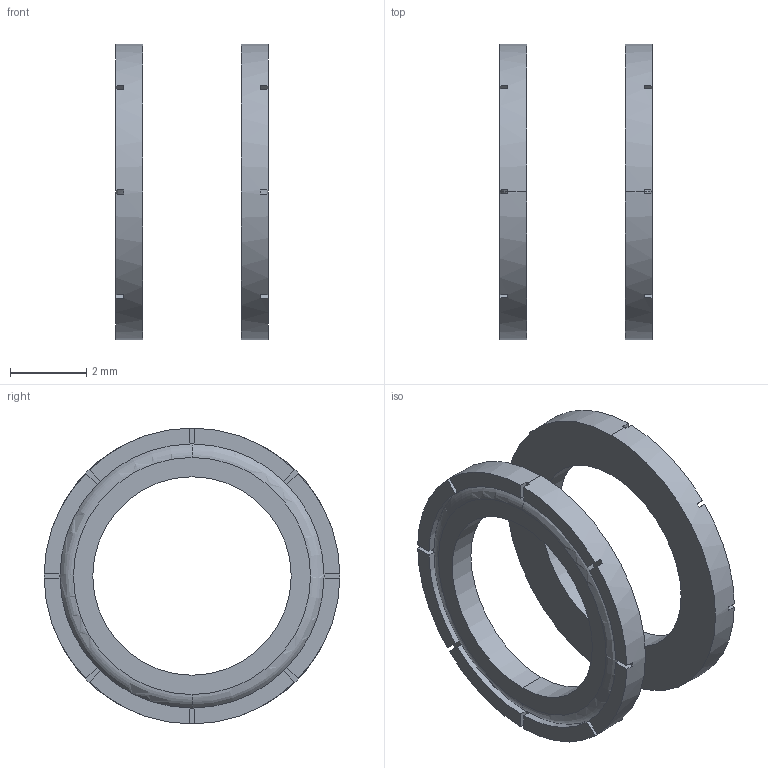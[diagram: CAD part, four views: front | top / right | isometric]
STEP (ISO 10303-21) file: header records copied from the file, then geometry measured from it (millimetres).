
FILE_DESCRIPTION((''),'2;1');
FILE_NAME('MOTOR_LOZISKO_3','2022-02-19T21:19:46',('BenoVidla'),(''),'CREO PARAMETRIC BY PTC INC, 2021063','CREO PARAMETRIC BY PTC INC, 2021063','');
FILE_SCHEMA(('AP242_MANAGED_MODEL_BASED_3D_ENGINEERING_MIM_LF { 1 0 10303 442 1 1 4 }'));
Length unit declared in the file: millimetre
Products named in the file (1): MOTOR_LOZISKO_3
Bounding box: 4 x 7.78 x 7.78 mm (x, y, z)
Volume: 35.4 mm3; surface area: 175.3 mm2
Topology: 2 solids, 2 shells, 96 faces, 259 edges, 168 vertices
Faces by surface type: plane 68, cylinder 24, torus 4
Entity records: 3894 total; most frequent: DIRECTION 591, CARTESIAN_POINT 549, ORIENTED_EDGE 488, EDGE_CURVE 244, AXIS2_PLACEMENT_3D 221, VERTEX_POINT 152, VECTOR 149, LINE 149
